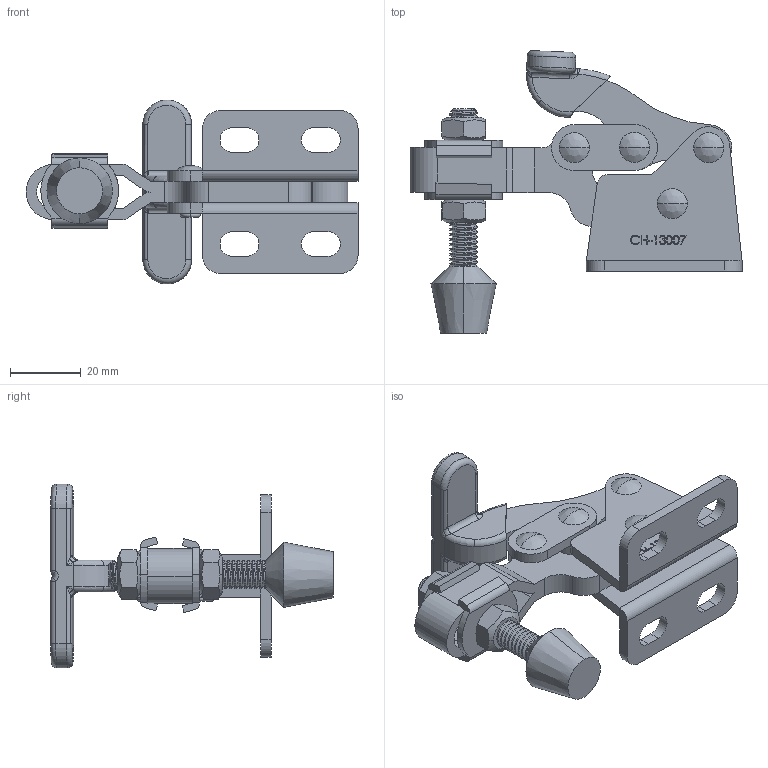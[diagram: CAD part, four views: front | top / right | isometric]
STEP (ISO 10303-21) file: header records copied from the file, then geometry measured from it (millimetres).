
FILE_DESCRIPTION (( 'STEP AP203' ), '1' );
FILE_NAME ('CH-13007.STEP', '2017-11-04T01:14:20', ( 'Windows' ), ( 'Microsoft' ), 'SwSTEP 2.0', 'SolidWorks 2015', '' );
FILE_SCHEMA (( 'CONFIG_CONTROL_DESIGN' ));
Length unit declared in the file: millimetre
Products named in the file (9): CH-13007; CH-FW-516; CH-13007-01 FLANGED BASE; CH-13007-02 U-BAR; CH-13007-03 T-HANDLE; CH-13007-04 CONNECTING-PLATE; CH-13007-05 ; CH-FC-56212 Nut; CH-FC-56212 SPINDLE SUPPLIED
Assembly tree (14 placements, depth 2):
  CH-13007
    CH-FW-516  x2
    CH-13007-01 FLANGED BASE
    CH-13007-02 U-BAR
    CH-13007-03 T-HANDLE
    CH-13007-04 CONNECTING-PLATE  x2
    CH-13007-05   x4
    CH-FC-56212 Nut  x2
    CH-FC-56212 SPINDLE SUPPLIED
Bounding box: 93.86 x 79.85 x 52 mm (x, y, z)
Volume: 37858.1 mm3; surface area: 27784.4 mm2
Topology: 15 solids, 15 shells, 726 faces, 1930 edges, 1253 vertices
Faces by surface type: plane 252, cylinder 213, bspline 199, cone 35, torus 23, sphere 4
Entity records: 32017 total; most frequent: CARTESIAN_POINT 16567, ORIENTED_EDGE 3412, DIRECTION 2317, EDGE_CURVE 1706, VERTEX_POINT 1114, LINE 871, VECTOR 871, AXIS2_PLACEMENT_3D 723
